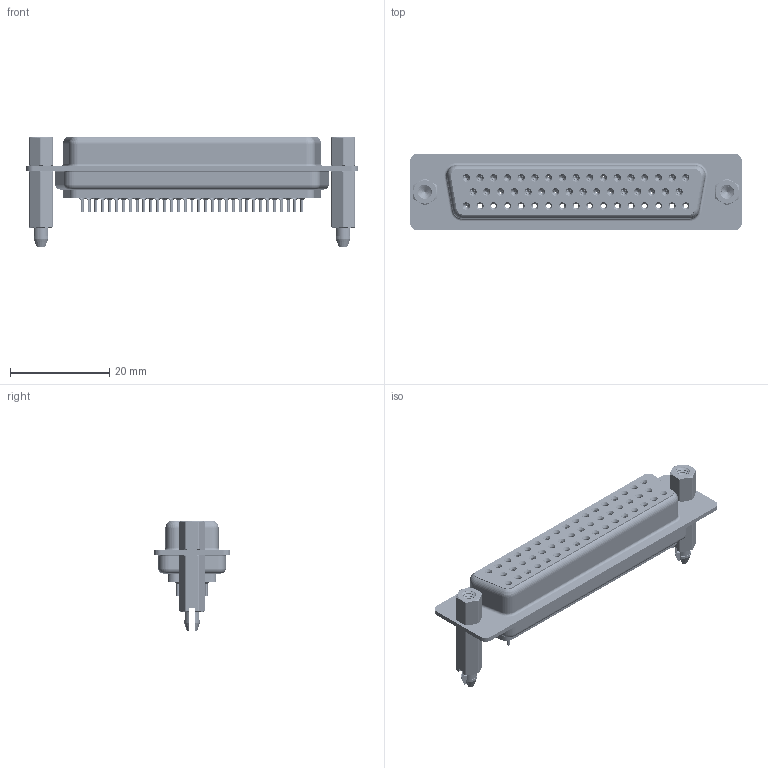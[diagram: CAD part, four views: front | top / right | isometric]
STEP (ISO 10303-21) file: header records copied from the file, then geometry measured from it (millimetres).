
FILE_DESCRIPTION (( 'STEP AP203' ), '1' );
FILE_NAME ('628-050-228-547.STEP', '2018-10-20T09:03:42', ( '' ), ( '' ), 'SwSTEP 2.0', 'SolidWorks 2016', '' );
FILE_SCHEMA (( 'CONFIG_CONTROL_DESIGN' ));
Length unit declared in the file: millimetre
Products named in the file (9): 628 Shell Rear_50 Contacts; 628 Contact Row 1_28L; 628 Contact Row 2_28L; 628 Contact Row 3_28L; 628 4-40 Hex Standoff; 628 4-40 Threaded Boardlock_HP; 628-050-228-547; 628 Housing_50 LP; 628 Shell Front_50 Contacts
Assembly tree (41 placements, depth 2):
  628-050-228-547
    628 Housing_50 LP
    628 Shell Front_50 Contacts
    628 Shell Rear_50 Contacts
    628 Contact Row 1_28L  x17
    628 Contact Row 2_28L  x16
    628 Contact Row 3_28L
    628 4-40 Hex Standoff  x2
    628 4-40 Threaded Boardlock_HP  x2
Bounding box: 67 x 15.4 x 22.4 mm (x, y, z)
Volume: 7065.8 mm3; surface area: 14694.2 mm2
Topology: 41 solids, 41 shells, 5039 faces, 12835 edges, 8003 vertices
Faces by surface type: cylinder 1525, plane 1223, torus 947, bspline 698, cone 646
Entity records: 49128 total; most frequent: CARTESIAN_POINT 15729, DIRECTION 6874, ORIENTED_EDGE 6436, EDGE_CURVE 3218, AXIS2_PLACEMENT_3D 2876, VERTEX_POINT 2045, EDGE_LOOP 1623, CIRCLE 1552
